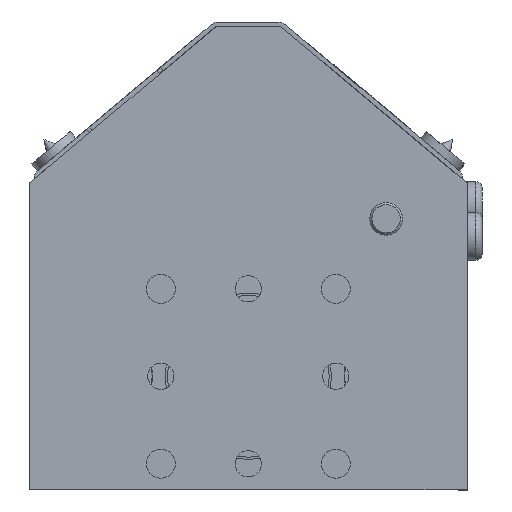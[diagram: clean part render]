
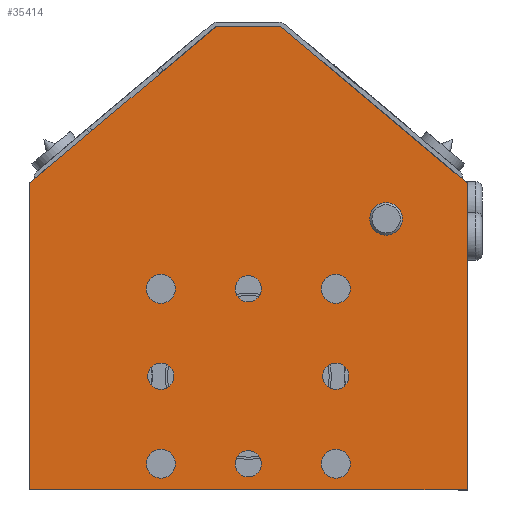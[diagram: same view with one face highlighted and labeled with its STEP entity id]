
A CAD part, left-side view. The second image highlights one B-rep face of the part: STEP entity #35414.
In plain terms, the highlighted face is planar.
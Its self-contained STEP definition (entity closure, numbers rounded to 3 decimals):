
#34757=CARTESIAN_POINT('',(370.,35.229,61.));
#34758=VERTEX_POINT('',#34757);
#34759=CARTESIAN_POINT('',(370.,31.5,61.));
#34760=DIRECTION('',(-1.0,0.0,0.0));
#34761=DIRECTION('',(0.0,-1.0,0.0));
#34762=AXIS2_PLACEMENT_3D('',#34759,#34760,#34761);
#34763=CIRCLE('',#34762,3.73);
#34764=EDGE_CURVE('',#34758,#34758,#34763,.T.);
#34822=CARTESIAN_POINT('',(370.,-16.7,5.));
#34823=VERTEX_POINT('',#34822);
#34824=CARTESIAN_POINT('',(370.,-20.,5.));
#34825=DIRECTION('',(-1.0,0.0,0.0));
#34826=DIRECTION('',(0.0,-1.0,0.0));
#34827=AXIS2_PLACEMENT_3D('',#34824,#34825,#34826);
#34828=CIRCLE('',#34827,3.3);
#34829=EDGE_CURVE('',#34823,#34823,#34828,.T.);
#34890=CARTESIAN_POINT('',(370.,23.3,45.));
#34891=VERTEX_POINT('',#34890);
#34892=CARTESIAN_POINT('',(370.,20.,45.));
#34893=DIRECTION('',(-1.0,0.0,0.0));
#34894=DIRECTION('',(0.0,-1.0,0.0));
#34895=AXIS2_PLACEMENT_3D('',#34892,#34893,#34894);
#34896=CIRCLE('',#34895,3.3);
#34897=EDGE_CURVE('',#34891,#34891,#34896,.T.);
#34958=CARTESIAN_POINT('',(370.,-16.7,45.));
#34959=VERTEX_POINT('',#34958);
#34960=CARTESIAN_POINT('',(370.,-20.,45.));
#34961=DIRECTION('',(-1.0,0.0,0.0));
#34962=DIRECTION('',(0.0,-1.0,0.0));
#34963=AXIS2_PLACEMENT_3D('',#34960,#34961,#34962);
#34964=CIRCLE('',#34963,3.3);
#34965=EDGE_CURVE('',#34959,#34959,#34964,.T.);
#35026=CARTESIAN_POINT('',(370.,23.3,5.));
#35027=VERTEX_POINT('',#35026);
#35028=CARTESIAN_POINT('',(370.,20.,5.));
#35029=DIRECTION('',(-1.0,0.0,0.0));
#35030=DIRECTION('',(0.0,-1.0,0.0));
#35031=AXIS2_PLACEMENT_3D('',#35028,#35029,#35030);
#35032=CIRCLE('',#35031,3.3);
#35033=EDGE_CURVE('',#35027,#35027,#35032,.T.);
#35046=CARTESIAN_POINT('',(370.,23.,25.));
#35047=VERTEX_POINT('',#35046);
#35048=CARTESIAN_POINT('',(370.,20.,25.));
#35049=DIRECTION('',(-1.0,0.0,0.0));
#35050=DIRECTION('',(0.0,-1.0,0.0));
#35051=AXIS2_PLACEMENT_3D('',#35048,#35049,#35050);
#35052=CIRCLE('',#35051,3.0);
#35053=EDGE_CURVE('',#35047,#35047,#35052,.T.);
#35074=CARTESIAN_POINT('',(370.,3.,45.));
#35075=VERTEX_POINT('',#35074);
#35076=CARTESIAN_POINT('',(370.,0.,45.));
#35077=DIRECTION('',(-1.0,0.0,0.0));
#35078=DIRECTION('',(0.0,-1.0,0.0));
#35079=AXIS2_PLACEMENT_3D('',#35076,#35077,#35078);
#35080=CIRCLE('',#35079,3.0);
#35081=EDGE_CURVE('',#35075,#35075,#35080,.T.);
#35102=CARTESIAN_POINT('',(370.,3.,5.));
#35103=VERTEX_POINT('',#35102);
#35104=CARTESIAN_POINT('',(370.,0.,5.));
#35105=DIRECTION('',(-1.0,0.0,0.0));
#35106=DIRECTION('',(0.0,-1.0,0.0));
#35107=AXIS2_PLACEMENT_3D('',#35104,#35105,#35106);
#35108=CIRCLE('',#35107,3.0);
#35109=EDGE_CURVE('',#35103,#35103,#35108,.T.);
#35130=CARTESIAN_POINT('',(370.,-17.,25.));
#35131=VERTEX_POINT('',#35130);
#35132=CARTESIAN_POINT('',(370.,-20.,25.));
#35133=DIRECTION('',(-1.0,0.0,0.0));
#35134=DIRECTION('',(0.0,-1.0,0.0));
#35135=AXIS2_PLACEMENT_3D('',#35132,#35133,#35134);
#35136=CIRCLE('',#35135,3.0);
#35137=EDGE_CURVE('',#35131,#35131,#35136,.T.);
#35198=CARTESIAN_POINT('',(370.,-7.329,105.));
#35199=VERTEX_POINT('',#35198);
#35200=CARTESIAN_POINT('',(370.0,-50.,69.195));
#35201=VERTEX_POINT('',#35200);
#35202=CARTESIAN_POINT('',(370.,-7.329,105.));
#35203=DIRECTION('',(0.,-0.766,-0.643));
#35204=VECTOR('',#35203,55.703);
#35205=LINE('',#35202,#35204);
#35206=EDGE_CURVE('',#35199,#35201,#35205,.T.);
#35238=CARTESIAN_POINT('',(370.,50.,69.195));
#35239=VERTEX_POINT('',#35238);
#35240=CARTESIAN_POINT('',(370.,7.329,105.));
#35241=VERTEX_POINT('',#35240);
#35242=CARTESIAN_POINT('',(370.,50.,69.195));
#35243=DIRECTION('',(0.,-0.766,0.643));
#35244=VECTOR('',#35243,55.703);
#35245=LINE('',#35242,#35244);
#35246=EDGE_CURVE('',#35239,#35241,#35245,.T.);
#35279=CARTESIAN_POINT('',(370.,7.329,105.));
#35280=DIRECTION('',(0.0,-1.0,0.0));
#35281=VECTOR('',#35280,14.659);
#35282=LINE('',#35279,#35281);
#35283=EDGE_CURVE('',#35241,#35199,#35282,.T.);
#35302=CARTESIAN_POINT('',(370.,-50.,-1.));
#35303=VERTEX_POINT('',#35302);
#35318=CARTESIAN_POINT('',(370.,50.,-1.));
#35319=VERTEX_POINT('',#35318);
#35326=CARTESIAN_POINT('',(370.,-50.,-1.));
#35327=DIRECTION('',(0.0,1.0,0.0));
#35328=VECTOR('',#35327,100.0);
#35329=LINE('',#35326,#35328);
#35330=EDGE_CURVE('',#35303,#35319,#35329,.T.);
#35347=CARTESIAN_POINT('',(370.,50.,69.195));
#35348=DIRECTION('',(0.0,0.0,-1.0));
#35349=VECTOR('',#35348,70.195);
#35350=LINE('',#35347,#35349);
#35351=EDGE_CURVE('',#35239,#35319,#35350,.T.);
#35369=CARTESIAN_POINT('',(370.,0.,52.));
#35370=DIRECTION('',(1.0,0.0,0.0));
#35371=DIRECTION('',(0.0,0.0,1.0));
#35372=AXIS2_PLACEMENT_3D('',#35369,#35370,#35371);
#35373=PLANE('',#35372);
#35374=ORIENTED_EDGE('',*,*,#35206,.T.);
#35375=CARTESIAN_POINT('',(370.0,-50.,69.195));
#35376=DIRECTION('',(0.0,0.0,-1.0));
#35377=VECTOR('',#35376,70.195);
#35378=LINE('',#35375,#35377);
#35379=EDGE_CURVE('',#35201,#35303,#35378,.T.);
#35380=ORIENTED_EDGE('',*,*,#35379,.T.);
#35381=ORIENTED_EDGE('',*,*,#35330,.T.);
#35382=ORIENTED_EDGE('',*,*,#35351,.F.);
#35383=ORIENTED_EDGE('',*,*,#35246,.T.);
#35384=ORIENTED_EDGE('',*,*,#35283,.T.);
#35385=EDGE_LOOP('',(#35374,#35380,#35381,#35382,#35383,#35384));
#35386=FACE_OUTER_BOUND('',#35385,.T.);
#35387=ORIENTED_EDGE('',*,*,#34764,.T.);
#35388=EDGE_LOOP('',(#35387));
#35389=FACE_BOUND('',#35388,.T.);
#35390=ORIENTED_EDGE('',*,*,#34829,.T.);
#35391=EDGE_LOOP('',(#35390));
#35392=FACE_BOUND('',#35391,.T.);
#35393=ORIENTED_EDGE('',*,*,#34897,.T.);
#35394=EDGE_LOOP('',(#35393));
#35395=FACE_BOUND('',#35394,.T.);
#35396=ORIENTED_EDGE('',*,*,#34965,.T.);
#35397=EDGE_LOOP('',(#35396));
#35398=FACE_BOUND('',#35397,.T.);
#35399=ORIENTED_EDGE('',*,*,#35033,.T.);
#35400=EDGE_LOOP('',(#35399));
#35401=FACE_BOUND('',#35400,.T.);
#35402=ORIENTED_EDGE('',*,*,#35053,.T.);
#35403=EDGE_LOOP('',(#35402));
#35404=FACE_BOUND('',#35403,.T.);
#35405=ORIENTED_EDGE('',*,*,#35081,.T.);
#35406=EDGE_LOOP('',(#35405));
#35407=FACE_BOUND('',#35406,.T.);
#35408=ORIENTED_EDGE('',*,*,#35109,.T.);
#35409=EDGE_LOOP('',(#35408));
#35410=FACE_BOUND('',#35409,.T.);
#35411=ORIENTED_EDGE('',*,*,#35137,.T.);
#35412=EDGE_LOOP('',(#35411));
#35413=FACE_BOUND('',#35412,.T.);
#35414=ADVANCED_FACE('',(#35386,#35389,#35392,#35395,#35398,#35401,#35404,#35407,#35410,#35413),#35373,.T.);
